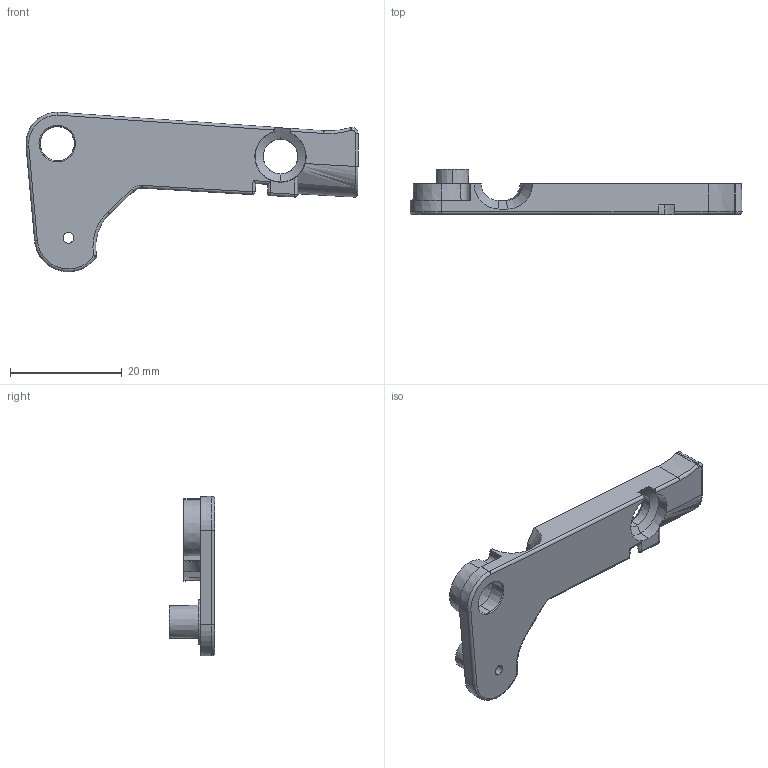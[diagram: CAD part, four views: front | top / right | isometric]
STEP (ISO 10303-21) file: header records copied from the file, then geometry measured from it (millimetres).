
FILE_DESCRIPTION (( 'STEP AP203' ), '1' );
FILE_NAME ('1967-M.STEP', '2016-09-28T18:18:53', ( '' ), ( '' ), 'SwSTEP 2.0', 'SolidWorks 2015', '' );
FILE_SCHEMA (( 'CONFIG_CONTROL_DESIGN' ));
Length unit declared in the file: millimetre
Products named in the file (1): 1967-M
Bounding box: 59.48 x 8.1 x 28.56 mm (x, y, z)
Volume: 2991.2 mm3; surface area: 3085.8 mm2
Topology: 1 solids, 1 shells, 220 faces, 567 edges, 350 vertices
Faces by surface type: cone 62, plane 54, bspline 40, cylinder 33, torus 16, sphere 15
Entity records: 9239 total; most frequent: CARTESIAN_POINT 4255, ORIENTED_EDGE 1110, DIRECTION 910, EDGE_CURVE 555, AXIS2_PLACEMENT_3D 366, VERTEX_POINT 350, EDGE_LOOP 239, FACE_OUTER_BOUND 220
